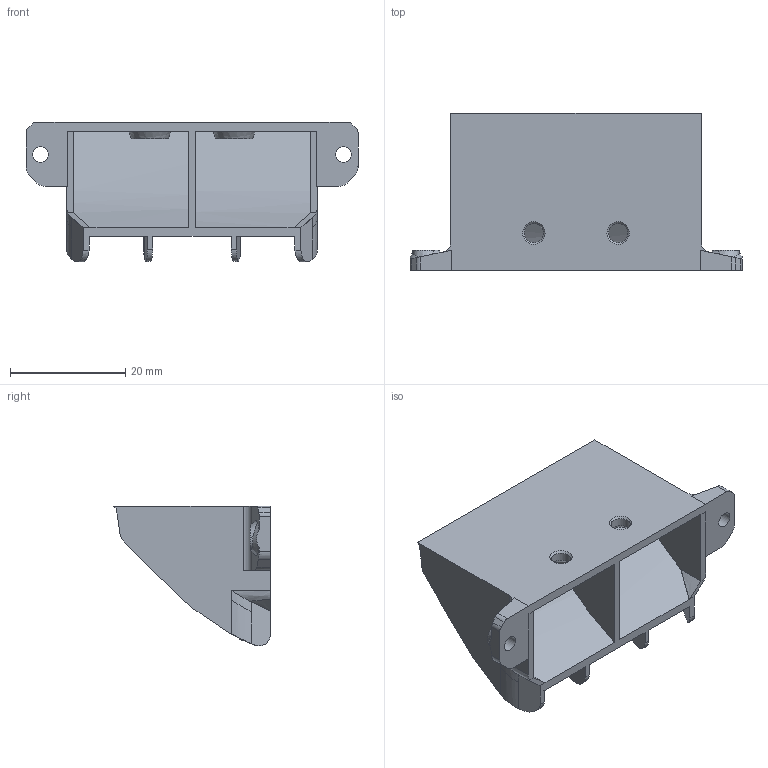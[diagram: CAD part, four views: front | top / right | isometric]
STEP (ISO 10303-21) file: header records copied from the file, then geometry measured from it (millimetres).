
FILE_DESCRIPTION(/* description */ (''),/* implementation_level */ '2;1');
FILE_NAME(/* name */ 'sdadsa.step',/* time_stamp */ '2024-07-16T07:18:20Z',/* author */ (''),/* organization */ (''),/* preprocessor_version */ 'ST-DEVELOPER v20',/* originating_system */ 'Autodesk Translation Framework v13.14.0.145',/* authorisation */ '');
FILE_SCHEMA (('AUTOMOTIVE_DESIGN { 1 0 10303 214 3 1 1 }'));
Length unit declared in the file: millimetre
Products named in the file (1): (Unsaved)
Bounding box: 57.5 x 27.17 x 24.21 mm (x, y, z)
Volume: 5351.3 mm3; surface area: 7850.1 mm2
Topology: 1 solids, 1 shells, 126 faces, 368 edges, 244 vertices
Faces by surface type: plane 55, bspline 37, cylinder 28, cone 6
Full cylindrical faces by diameter (mm): 2.7 x2, 3.3 x2
Entity records: 5993 total; most frequent: CARTESIAN_POINT 2987, ORIENTED_EDGE 732, DIRECTION 434, EDGE_CURVE 366, VERTEX_POINT 244, LINE 164, VECTOR 164, B_SPLINE_CURVE_WITH_KNOTS 157
